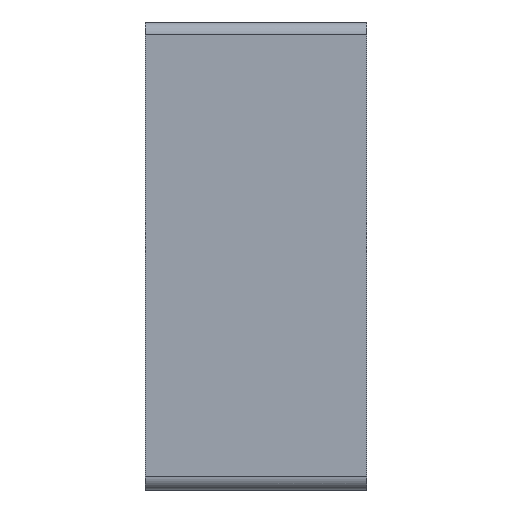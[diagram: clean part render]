
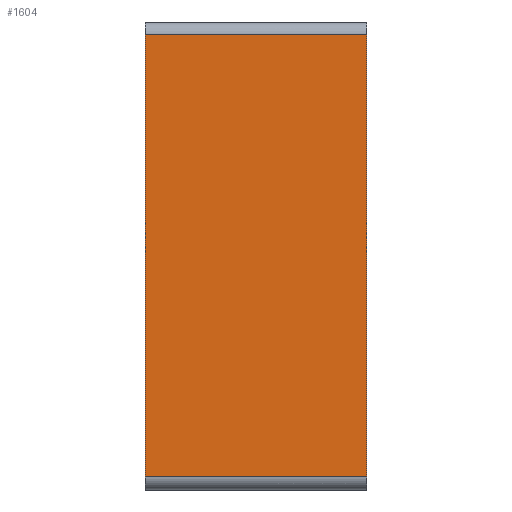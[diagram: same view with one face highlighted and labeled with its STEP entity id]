
A CAD part, left-side view. The second image highlights one B-rep face of the part: STEP entity #1604.
In plain terms, the highlighted planar face has unit normal (-1, 0, 0).
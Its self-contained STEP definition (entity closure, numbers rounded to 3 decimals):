
#111=FACE_OUTER_BOUND('',#203,.T.);
#203=EDGE_LOOP('',(#1189,#1190,#1191,#1192));
#320=LINE('',#2443,#513);
#325=LINE('',#2460,#518);
#326=LINE('',#2463,#519);
#327=LINE('',#2464,#520);
#513=VECTOR('',#1862,17.);
#518=VECTOR('',#1877,8.5);
#519=VECTOR('',#1880,17.);
#520=VECTOR('',#1881,8.5);
#705=VERTEX_POINT('',#2440);
#706=VERTEX_POINT('',#2442);
#713=VERTEX_POINT('',#2458);
#714=VERTEX_POINT('',#2462);
#881=EDGE_CURVE('',#705,#706,#320,.T.);
#890=EDGE_CURVE('',#713,#705,#325,.T.);
#891=EDGE_CURVE('',#714,#713,#326,.T.);
#892=EDGE_CURVE('',#714,#706,#327,.T.);
#1189=ORIENTED_EDGE('',*,*,#890,.F.);
#1190=ORIENTED_EDGE('',*,*,#891,.F.);
#1191=ORIENTED_EDGE('',*,*,#892,.T.);
#1192=ORIENTED_EDGE('',*,*,#881,.F.);
#1522=PLANE('',#1705);
#1604=ADVANCED_FACE('',(#111),#1522,.T.);
#1705=AXIS2_PLACEMENT_3D('',#2461,#1878,#1879);
#1862=DIRECTION('',(0.,0.,1.));
#1877=DIRECTION('',(0.,1.,0.));
#1878=DIRECTION('center_axis',(-1.,0.,0.));
#1879=DIRECTION('ref_axis',(0.,0.,1.));
#1880=DIRECTION('',(0.,0.,-1.));
#1881=DIRECTION('',(0.,1.,0.));
#2440=CARTESIAN_POINT('',(-24.,0.,-8.5));
#2442=CARTESIAN_POINT('',(-24.,0.,8.5));
#2443=CARTESIAN_POINT('',(-24.,0.,-8.5));
#2458=CARTESIAN_POINT('',(-24.,-8.5,-8.5));
#2460=CARTESIAN_POINT('',(-24.,-8.5,-8.5));
#2461=CARTESIAN_POINT('Origin',(-24.,0.,-9.));
#2462=CARTESIAN_POINT('',(-24.,-8.5,8.5));
#2463=CARTESIAN_POINT('',(-24.,-8.5,8.5));
#2464=CARTESIAN_POINT('',(-24.,-8.5,8.5));
